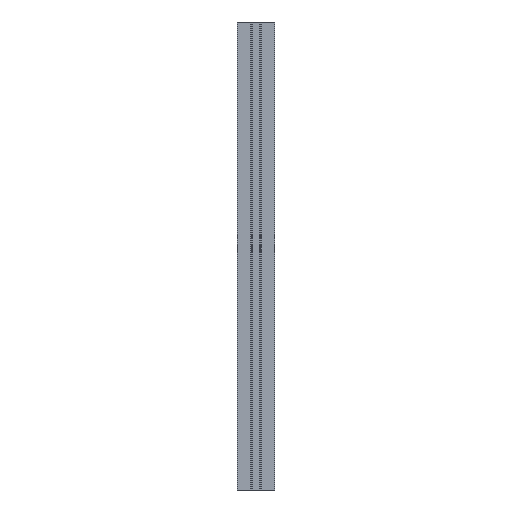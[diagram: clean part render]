
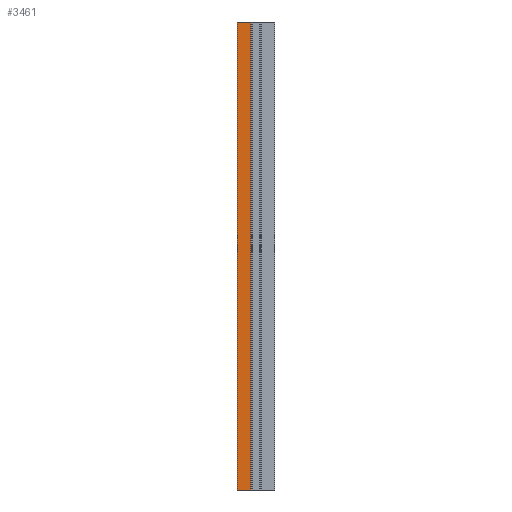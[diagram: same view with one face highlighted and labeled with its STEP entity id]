
A CAD part, left-side view. The second image highlights one B-rep face of the part: STEP entity #3461.
In plain terms, the highlighted planar face has unit normal (-1, 0, 0).
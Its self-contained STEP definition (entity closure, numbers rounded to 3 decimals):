
#12 = ORIENTED_EDGE ( 'NONE', *, *, #14223, .F. ) ;
#231 = CARTESIAN_POINT ( 'NONE',  ( -20., 20., 500. ) ) ;
#1674 = ORIENTED_EDGE ( 'NONE', *, *, #11607, .T. ) ;
#1817 = VECTOR ( 'NONE', #8945, 1000. ) ;
#1981 = VECTOR ( 'NONE', #6663, 1000. ) ;
#2498 = CARTESIAN_POINT ( 'NONE',  ( -20., 5.4, 500. ) ) ;
#2528 = CARTESIAN_POINT ( 'NONE',  ( -20., 20., 0. ) ) ;
#2580 = VERTEX_POINT ( 'NONE', #6201 ) ;
#3461 = ADVANCED_FACE ( 'NONE', ( #14614 ), #8959, .F. ) ;
#3655 = CARTESIAN_POINT ( 'NONE',  ( -20., 5.4, 0. ) ) ;
#3971 = CARTESIAN_POINT ( 'NONE',  ( -20., 20., 500. ) ) ;
#5240 = DIRECTION ( 'NONE',  ( 0., 1., 0. ) ) ;
#5269 = DIRECTION ( 'NONE',  ( 0., -1., 0. ) ) ;
#5762 = ORIENTED_EDGE ( 'NONE', *, *, #9423, .F. ) ;
#5803 = CARTESIAN_POINT ( 'NONE',  ( -20., 20., 500. ) ) ;
#5996 = EDGE_CURVE ( 'NONE', #11114, #12962, #15977, .T. ) ;
#6201 = CARTESIAN_POINT ( 'NONE',  ( -20., 5.4, 500. ) ) ;
#6663 = DIRECTION ( 'NONE',  ( 0., 0., -1. ) ) ;
#8242 = VECTOR ( 'NONE', #5269, 1000. ) ;
#8924 = EDGE_LOOP ( 'NONE', ( #14418, #5762, #12, #1674 ) ) ;
#8945 = DIRECTION ( 'NONE',  ( 0., -1., 0. ) ) ;
#8959 = PLANE ( 'NONE',  #12722 ) ;
#9423 = EDGE_CURVE ( 'NONE', #2580, #12962, #10655, .T. ) ;
#10655 = LINE ( 'NONE', #2498, #11050 ) ;
#11050 = VECTOR ( 'NONE', #13784, 1000. ) ;
#11114 = VERTEX_POINT ( 'NONE', #2528 ) ;
#11193 = CARTESIAN_POINT ( 'NONE',  ( -20., 20., 0. ) ) ;
#11600 = LINE ( 'NONE', #14214, #1981 ) ;
#11607 = EDGE_CURVE ( 'NONE', #14435, #11114, #11600, .T. ) ;
#12722 = AXIS2_PLACEMENT_3D ( 'NONE', #3971, #12743, #5240 ) ;
#12743 = DIRECTION ( 'NONE',  ( 1., 0., 0. ) ) ;
#12962 = VERTEX_POINT ( 'NONE', #3655 ) ;
#13784 = DIRECTION ( 'NONE',  ( 0., 0., -1. ) ) ;
#14214 = CARTESIAN_POINT ( 'NONE',  ( -20., 20., 500. ) ) ;
#14223 = EDGE_CURVE ( 'NONE', #14435, #2580, #14921, .T. ) ;
#14418 = ORIENTED_EDGE ( 'NONE', *, *, #5996, .T. ) ;
#14435 = VERTEX_POINT ( 'NONE', #5803 ) ;
#14614 = FACE_OUTER_BOUND ( 'NONE', #8924, .T. ) ;
#14921 = LINE ( 'NONE', #231, #8242 ) ;
#15977 = LINE ( 'NONE', #11193, #1817 ) ;
